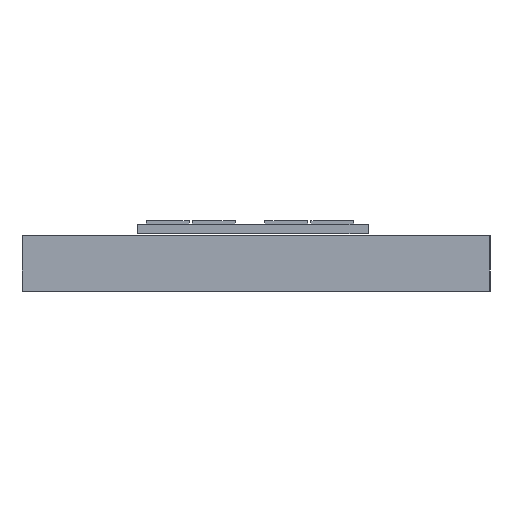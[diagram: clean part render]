
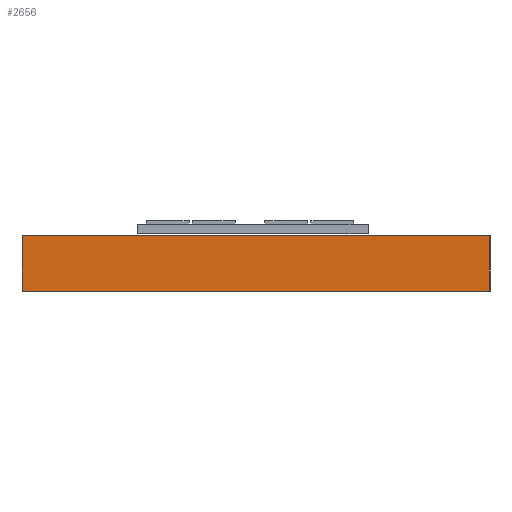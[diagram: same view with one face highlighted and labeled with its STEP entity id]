
A CAD part, left-side view. The second image highlights one B-rep face of the part: STEP entity #2656.
In plain terms, the highlighted planar face has unit normal (-1, 0, 0).
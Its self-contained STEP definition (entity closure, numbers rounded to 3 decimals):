
#2656 = ADVANCED_FACE('',(#2657),#2671,.T.);
#2657 = FACE_BOUND('',#2658,.T.);
#2658 = EDGE_LOOP('',(#2659,#2694,#2722,#2750));
#2659 = ORIENTED_EDGE('',*,*,#2660,.T.);
#2660 = EDGE_CURVE('',#2661,#2663,#2665,.T.);
#2661 = VERTEX_POINT('',#2662);
#2662 = CARTESIAN_POINT('',(-19.5,-9.2,0.));
#2663 = VERTEX_POINT('',#2664);
#2664 = CARTESIAN_POINT('',(-19.5,-9.2,1.69));
#2665 = SURFACE_CURVE('',#2666,(#2670,#2682),.PCURVE_S1.);
#2666 = LINE('',#2667,#2668);
#2667 = CARTESIAN_POINT('',(-19.5,-9.2,0.));
#2668 = VECTOR('',#2669,1.);
#2669 = DIRECTION('',(0.,0.,1.));
#2670 = PCURVE('',#2671,#2676);
#2671 = PLANE('',#2672);
#2672 = AXIS2_PLACEMENT_3D('',#2673,#2674,#2675);
#2673 = CARTESIAN_POINT('',(-19.5,-9.2,0.));
#2674 = DIRECTION('',(-1.,0.,0.));
#2675 = DIRECTION('',(0.,1.,0.));
#2676 = DEFINITIONAL_REPRESENTATION('',(#2677),#2681);
#2677 = LINE('',#2678,#2679);
#2678 = CARTESIAN_POINT('',(0.,0.));
#2679 = VECTOR('',#2680,1.);
#2680 = DIRECTION('',(0.,-1.));
#2681 = ( GEOMETRIC_REPRESENTATION_CONTEXT(2) 
PARAMETRIC_REPRESENTATION_CONTEXT() REPRESENTATION_CONTEXT('2D SPACE',''
  ) );
#2682 = PCURVE('',#2683,#2688);
#2683 = PLANE('',#2684);
#2684 = AXIS2_PLACEMENT_3D('',#2685,#2686,#2687);
#2685 = CARTESIAN_POINT('',(19.5,-9.2,0.));
#2686 = DIRECTION('',(0.,-1.,0.));
#2687 = DIRECTION('',(-1.,0.,0.));
#2688 = DEFINITIONAL_REPRESENTATION('',(#2689),#2693);
#2689 = LINE('',#2690,#2691);
#2690 = CARTESIAN_POINT('',(39.,0.));
#2691 = VECTOR('',#2692,1.);
#2692 = DIRECTION('',(0.,-1.));
#2693 = ( GEOMETRIC_REPRESENTATION_CONTEXT(2) 
PARAMETRIC_REPRESENTATION_CONTEXT() REPRESENTATION_CONTEXT('2D SPACE',''
  ) );
#2694 = ORIENTED_EDGE('',*,*,#2695,.T.);
#2695 = EDGE_CURVE('',#2663,#2696,#2698,.T.);
#2696 = VERTEX_POINT('',#2697);
#2697 = CARTESIAN_POINT('',(-19.5,5.,1.69));
#2698 = SURFACE_CURVE('',#2699,(#2703,#2710),.PCURVE_S1.);
#2699 = LINE('',#2700,#2701);
#2700 = CARTESIAN_POINT('',(-19.5,-9.2,1.69));
#2701 = VECTOR('',#2702,1.);
#2702 = DIRECTION('',(0.,1.,0.));
#2703 = PCURVE('',#2671,#2704);
#2704 = DEFINITIONAL_REPRESENTATION('',(#2705),#2709);
#2705 = LINE('',#2706,#2707);
#2706 = CARTESIAN_POINT('',(0.,-1.69));
#2707 = VECTOR('',#2708,1.);
#2708 = DIRECTION('',(1.,0.));
#2709 = ( GEOMETRIC_REPRESENTATION_CONTEXT(2) 
PARAMETRIC_REPRESENTATION_CONTEXT() REPRESENTATION_CONTEXT('2D SPACE',''
  ) );
#2710 = PCURVE('',#2711,#2716);
#2711 = PLANE('',#2712);
#2712 = AXIS2_PLACEMENT_3D('',#2713,#2714,#2715);
#2713 = CARTESIAN_POINT('',(0.,-2.1,1.69));
#2714 = DIRECTION('',(-0.,-0.,-1.));
#2715 = DIRECTION('',(-1.,0.,0.));
#2716 = DEFINITIONAL_REPRESENTATION('',(#2717),#2721);
#2717 = LINE('',#2718,#2719);
#2718 = CARTESIAN_POINT('',(19.5,-7.1));
#2719 = VECTOR('',#2720,1.);
#2720 = DIRECTION('',(0.,1.));
#2721 = ( GEOMETRIC_REPRESENTATION_CONTEXT(2) 
PARAMETRIC_REPRESENTATION_CONTEXT() REPRESENTATION_CONTEXT('2D SPACE',''
  ) );
#2722 = ORIENTED_EDGE('',*,*,#2723,.F.);
#2723 = EDGE_CURVE('',#2724,#2696,#2726,.T.);
#2724 = VERTEX_POINT('',#2725);
#2725 = CARTESIAN_POINT('',(-19.5,5.,0.));
#2726 = SURFACE_CURVE('',#2727,(#2731,#2738),.PCURVE_S1.);
#2727 = LINE('',#2728,#2729);
#2728 = CARTESIAN_POINT('',(-19.5,5.,0.));
#2729 = VECTOR('',#2730,1.);
#2730 = DIRECTION('',(0.,0.,1.));
#2731 = PCURVE('',#2671,#2732);
#2732 = DEFINITIONAL_REPRESENTATION('',(#2733),#2737);
#2733 = LINE('',#2734,#2735);
#2734 = CARTESIAN_POINT('',(14.2,0.));
#2735 = VECTOR('',#2736,1.);
#2736 = DIRECTION('',(0.,-1.));
#2737 = ( GEOMETRIC_REPRESENTATION_CONTEXT(2) 
PARAMETRIC_REPRESENTATION_CONTEXT() REPRESENTATION_CONTEXT('2D SPACE',''
  ) );
#2738 = PCURVE('',#2739,#2744);
#2739 = PLANE('',#2740);
#2740 = AXIS2_PLACEMENT_3D('',#2741,#2742,#2743);
#2741 = CARTESIAN_POINT('',(-19.5,5.,0.));
#2742 = DIRECTION('',(0.,1.,0.));
#2743 = DIRECTION('',(1.,0.,0.));
#2744 = DEFINITIONAL_REPRESENTATION('',(#2745),#2749);
#2745 = LINE('',#2746,#2747);
#2746 = CARTESIAN_POINT('',(0.,0.));
#2747 = VECTOR('',#2748,1.);
#2748 = DIRECTION('',(0.,-1.));
#2749 = ( GEOMETRIC_REPRESENTATION_CONTEXT(2) 
PARAMETRIC_REPRESENTATION_CONTEXT() REPRESENTATION_CONTEXT('2D SPACE',''
  ) );
#2750 = ORIENTED_EDGE('',*,*,#2751,.F.);
#2751 = EDGE_CURVE('',#2661,#2724,#2752,.T.);
#2752 = SURFACE_CURVE('',#2753,(#2757,#2764),.PCURVE_S1.);
#2753 = LINE('',#2754,#2755);
#2754 = CARTESIAN_POINT('',(-19.5,-9.2,0.));
#2755 = VECTOR('',#2756,1.);
#2756 = DIRECTION('',(0.,1.,0.));
#2757 = PCURVE('',#2671,#2758);
#2758 = DEFINITIONAL_REPRESENTATION('',(#2759),#2763);
#2759 = LINE('',#2760,#2761);
#2760 = CARTESIAN_POINT('',(0.,0.));
#2761 = VECTOR('',#2762,1.);
#2762 = DIRECTION('',(1.,0.));
#2763 = ( GEOMETRIC_REPRESENTATION_CONTEXT(2) 
PARAMETRIC_REPRESENTATION_CONTEXT() REPRESENTATION_CONTEXT('2D SPACE',''
  ) );
#2764 = PCURVE('',#2765,#2770);
#2765 = PLANE('',#2766);
#2766 = AXIS2_PLACEMENT_3D('',#2767,#2768,#2769);
#2767 = CARTESIAN_POINT('',(0.,-2.1,0.));
#2768 = DIRECTION('',(-0.,-0.,-1.));
#2769 = DIRECTION('',(-1.,0.,0.));
#2770 = DEFINITIONAL_REPRESENTATION('',(#2771),#2775);
#2771 = LINE('',#2772,#2773);
#2772 = CARTESIAN_POINT('',(19.5,-7.1));
#2773 = VECTOR('',#2774,1.);
#2774 = DIRECTION('',(0.,1.));
#2775 = ( GEOMETRIC_REPRESENTATION_CONTEXT(2) 
PARAMETRIC_REPRESENTATION_CONTEXT() REPRESENTATION_CONTEXT('2D SPACE',''
  ) );
